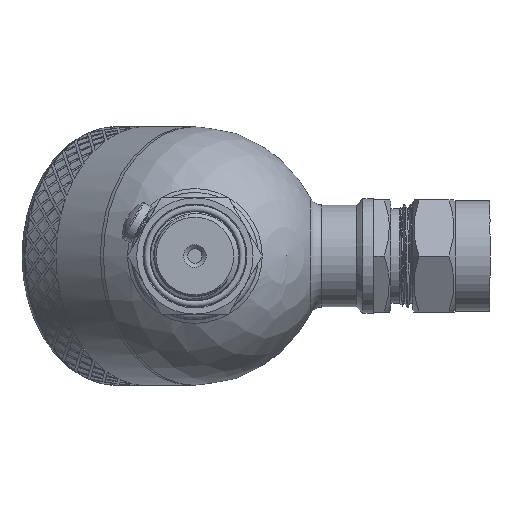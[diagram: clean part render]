
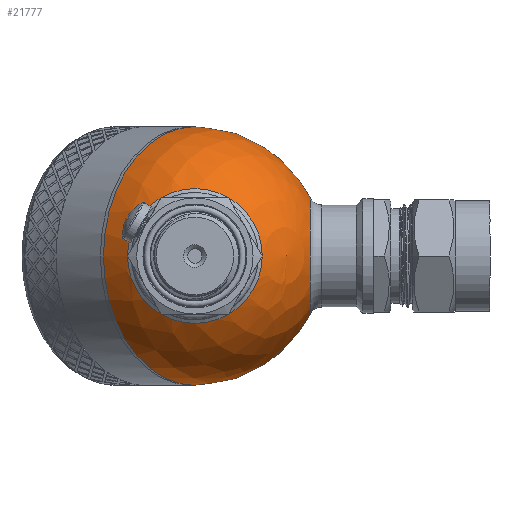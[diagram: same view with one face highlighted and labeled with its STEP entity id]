
A CAD part, left-side view. The second image highlights one B-rep face of the part: STEP entity #21777.
In plain terms, the highlighted spherical face has radius 30 mm.
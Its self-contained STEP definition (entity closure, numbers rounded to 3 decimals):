
#39=SPHERICAL_SURFACE('',#23089,30.);
#111=FACE_BOUND('',#3282,.T.);
#112=FACE_BOUND('',#3283,.T.);
#1834=FACE_OUTER_BOUND('',#3281,.T.);
#3281=EDGE_LOOP('',(#16152,#16153,#16154,#16155));
#3282=EDGE_LOOP('',(#16156));
#3283=EDGE_LOOP('',(#16157));
#4628=CIRCLE('',#23086,15.643);
#4631=CIRCLE('',#23090,30.);
#4632=CIRCLE('',#23091,30.);
#4633=CIRCLE('',#23092,30.);
#4634=CIRCLE('',#23093,13.5);
#9073=VERTEX_POINT('',#37909);
#9075=VERTEX_POINT('',#37915);
#9076=VERTEX_POINT('',#37916);
#9077=VERTEX_POINT('',#37918);
#9078=VERTEX_POINT('',#37921);
#11707=EDGE_CURVE('',#9073,#9073,#4628,.T.);
#11710=EDGE_CURVE('',#9075,#9076,#4631,.T.);
#11711=EDGE_CURVE('',#9075,#9077,#4632,.T.);
#11712=EDGE_CURVE('',#9076,#9075,#4633,.T.);
#11713=EDGE_CURVE('',#9078,#9078,#4634,.T.);
#16152=ORIENTED_EDGE('',*,*,#11710,.F.);
#16153=ORIENTED_EDGE('',*,*,#11711,.T.);
#16154=ORIENTED_EDGE('',*,*,#11711,.F.);
#16155=ORIENTED_EDGE('',*,*,#11712,.F.);
#16156=ORIENTED_EDGE('',*,*,#11707,.F.);
#16157=ORIENTED_EDGE('',*,*,#11713,.F.);
#21777=ADVANCED_FACE('',(#1834,#111,#112),#39,.T.);
#23086=AXIS2_PLACEMENT_3D('',#37910,#24470,#24471);
#23089=AXIS2_PLACEMENT_3D('',#37914,#24476,#24477);
#23090=AXIS2_PLACEMENT_3D('',#37917,#24478,#24479);
#23091=AXIS2_PLACEMENT_3D('',#37919,#24480,#24481);
#23092=AXIS2_PLACEMENT_3D('',#37920,#24482,#24483);
#23093=AXIS2_PLACEMENT_3D('',#37922,#24484,#24485);
#24470=DIRECTION('center_axis',(-0.707,0.,0.707));
#24471=DIRECTION('ref_axis',(0.707,0.,0.707));
#24476=DIRECTION('center_axis',(1.,0.,0.));
#24477=DIRECTION('ref_axis',(0.,-1.,0.));
#24478=DIRECTION('center_axis',(1.,0.,0.));
#24479=DIRECTION('ref_axis',(0.,1.,0.));
#24480=DIRECTION('center_axis',(0.,0.,1.));
#24481=DIRECTION('ref_axis',(0.,1.,0.));
#24482=DIRECTION('center_axis',(1.,0.,0.));
#24483=DIRECTION('ref_axis',(0.,1.,0.));
#24484=DIRECTION('center_axis',(-0.707,0.,-0.707));
#24485=DIRECTION('ref_axis',(-0.707,0.,0.707));
#37909=CARTESIAN_POINT('',(-29.162,0.,7.04));
#37910=CARTESIAN_POINT('Origin',(-18.101,0.,18.101));
#37914=CARTESIAN_POINT('Origin',(0.,0.,0.));
#37915=CARTESIAN_POINT('',(0.,30.,0.));
#37916=CARTESIAN_POINT('',(0.,-30.,0.));
#37917=CARTESIAN_POINT('Origin',(0.,0.,0.));
#37918=CARTESIAN_POINT('',(-30.,0.,0.));
#37919=CARTESIAN_POINT('Origin',(0.,0.,0.));
#37920=CARTESIAN_POINT('Origin',(0.,0.,0.));
#37921=CARTESIAN_POINT('',(-9.398,0.,-28.49));
#37922=CARTESIAN_POINT('Origin',(-18.944,0.,-18.944));
